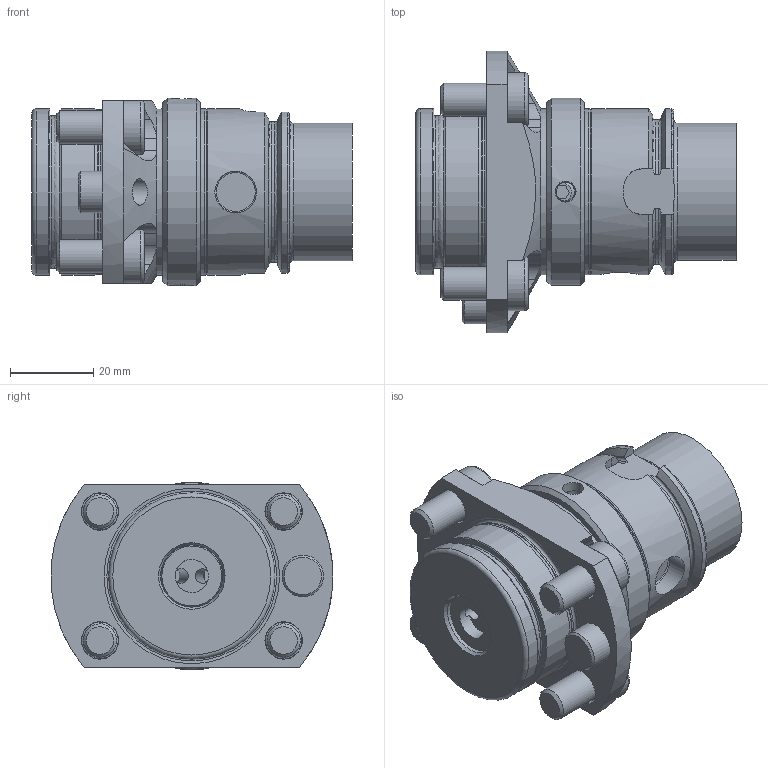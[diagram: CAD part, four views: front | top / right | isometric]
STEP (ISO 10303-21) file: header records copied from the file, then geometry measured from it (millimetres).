
FILE_DESCRIPTION (( 'STEP AP214' ), '1' );
FILE_NAME ('U40.HA4.001.025.STEP', '2021-05-28T08:08:35', ( '' ), ( '' ), 'SwSTEP 2.0', 'SolidWorks 2017', '' );
FILE_SCHEMA (( 'AUTOMOTIVE_DESIGN' ));
Length unit declared in the file: millimetre
Products named in the file (16): HA4-ER2.002.005; U40-HA4.001.025_E; Dichtung; HA4-ER3.003.009; DIN 3771 - 33x2; U40-ER1.010.012_A; DIN 7984 - M8 x 16; Spindel; ISO 13337 - 3 x 14_PreviewCfg; U40.HA4.001.025; DIN 3771 - 12x1.5; HA4-ER1.001.000; GrundkörperHSK40; HA4-U00.001.000_B_Fertigbearbeitung; Stift; Backe
Assembly tree (19 placements, depth 3):
  U40.HA4.001.025
    U40-HA4.001.025_E
    ISO 13337 - 3 x 14_PreviewCfg
    DIN 7984 - M8 x 16  x4
    HA4-ER1.001.000
      Dichtung
      DIN 3771 - 12x1.5
      Backe  x2
      Stift
      GrundkörperHSK40
      Spindel
    DIN 3771 - 33x2
    HA4-ER3.003.009
    HA4-ER2.002.005
    U40-ER1.010.012_A
    HA4-U00.001.000_B_Fertigbearbeitung
Bounding box: 77 x 67.79 x 45 mm (x, y, z)
Volume: 98894.5 mm3; surface area: 42660.3 mm2
Topology: 18 solids, 18 shells, 479 faces, 1187 edges, 760 vertices
Faces by surface type: plane 220, cylinder 143, cone 63, torus 42, bspline 11
Full cylindrical faces by diameter (mm): 1.6 x2, 3 x3, 3.5 x2, 3.75 x2, 3.9 x1, 4.2 x1, 4.6 x2, 5 x4, 5.3 x1, 5.9 x1, 6 x4, 6.3 x2, 8 x5, 9 x4, 10 x2, 11 x1, 12.1 x1, 12.5 x1, 13 x4, 14.5 x2, 15 x3, 15.2 x1, 15.25 x1, 16 x1, 20 x1, 20.5 x1, 21 x2, 25.5 x1, 29.6 x1, 29.707 x1
Entity records: 15060 total; most frequent: CARTESIAN_POINT 5309, DIRECTION 1870, ORIENTED_EDGE 1700, EDGE_CURVE 850, AXIS2_PLACEMENT_3D 775, VERTEX_POINT 613, EDGE_LOOP 597, FACE_OUTER_BOUND 494
